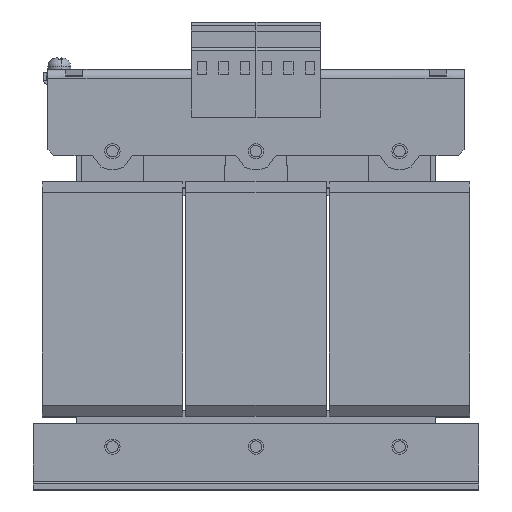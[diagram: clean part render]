
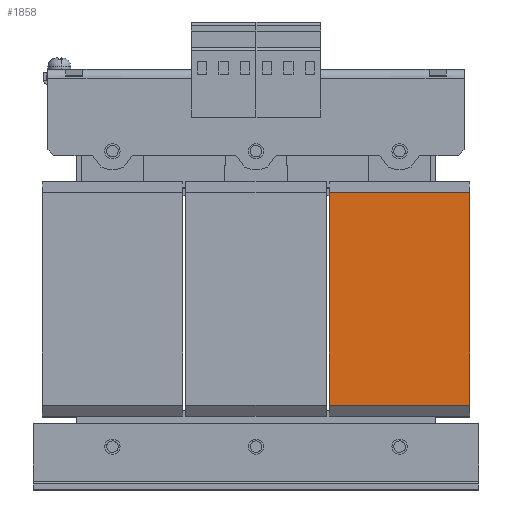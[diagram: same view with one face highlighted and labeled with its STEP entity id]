
A CAD part, top view. The second image highlights one B-rep face of the part: STEP entity #1858.
In plain terms, the highlighted planar face has unit normal (0, 0, 1).
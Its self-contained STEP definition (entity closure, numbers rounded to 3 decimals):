
#978 = LINE ( 'NONE', #13330, #15456 ) ;
#1177 = CARTESIAN_POINT ( 'NONE',  ( 74.5, -37., 29. ) ) ;
#1205 = EDGE_CURVE ( 'NONE', #8460, #12254, #7567, .T. ) ;
#1853 = CARTESIAN_POINT ( 'NONE',  ( 74.5, 37., 29. ) ) ;
#1858 = ADVANCED_FACE ( 'NONE', ( #12436 ), #13620, .F. ) ;
#2090 = EDGE_CURVE ( 'NONE', #12398, #10284, #978, .T. ) ;
#2811 = VECTOR ( 'NONE', #4525, 1000. ) ;
#2904 = DIRECTION ( 'NONE',  ( 0., 0., -1. ) ) ;
#3295 = CARTESIAN_POINT ( 'NONE',  ( 74.5, -37., 29. ) ) ;
#3816 = VECTOR ( 'NONE', #11646, 1000. ) ;
#4525 = DIRECTION ( 'NONE',  ( -1., 0., 0. ) ) ;
#4621 = LINE ( 'NONE', #14066, #2811 ) ;
#4667 = DIRECTION ( 'NONE',  ( -1., 0., 0. ) ) ;
#6510 = DIRECTION ( 'NONE',  ( 0., -1., 0. ) ) ;
#7567 = LINE ( 'NONE', #3295, #3816 ) ;
#8460 = VERTEX_POINT ( 'NONE', #16503 ) ;
#9428 = DIRECTION ( 'NONE',  ( -1., 0., 0. ) ) ;
#10284 = VERTEX_POINT ( 'NONE', #13112 ) ;
#11646 = DIRECTION ( 'NONE',  ( 0., -1., 0. ) ) ;
#11853 = ORIENTED_EDGE ( 'NONE', *, *, #2090, .T. ) ;
#12034 = CARTESIAN_POINT ( 'NONE',  ( 25.5, 37., 29. ) ) ;
#12254 = VERTEX_POINT ( 'NONE', #12786 ) ;
#12398 = VERTEX_POINT ( 'NONE', #12034 ) ;
#12436 = FACE_OUTER_BOUND ( 'NONE', #16909, .T. ) ;
#12786 = CARTESIAN_POINT ( 'NONE',  ( 74.5, -37., 29. ) ) ;
#13112 = CARTESIAN_POINT ( 'NONE',  ( 25.5, -37., 29. ) ) ;
#13330 = CARTESIAN_POINT ( 'NONE',  ( 25.5, -37., 29. ) ) ;
#13620 = PLANE ( 'NONE',  #13694 ) ;
#13694 = AXIS2_PLACEMENT_3D ( 'NONE', #1177, #2904, #9428 ) ;
#13932 = ORIENTED_EDGE ( 'NONE', *, *, #1205, .F. ) ;
#14066 = CARTESIAN_POINT ( 'NONE',  ( 74.5, -37., 29. ) ) ;
#14258 = ORIENTED_EDGE ( 'NONE', *, *, #16102, .F. ) ;
#15456 = VECTOR ( 'NONE', #6510, 1000. ) ;
#15830 = LINE ( 'NONE', #1853, #16465 ) ;
#16102 = EDGE_CURVE ( 'NONE', #12254, #10284, #4621, .T. ) ;
#16194 = ORIENTED_EDGE ( 'NONE', *, *, #16936, .T. ) ;
#16465 = VECTOR ( 'NONE', #4667, 1000. ) ;
#16503 = CARTESIAN_POINT ( 'NONE',  ( 74.5, 37., 29. ) ) ;
#16909 = EDGE_LOOP ( 'NONE', ( #11853, #14258, #13932, #16194 ) ) ;
#16936 = EDGE_CURVE ( 'NONE', #8460, #12398, #15830, .T. ) ;
